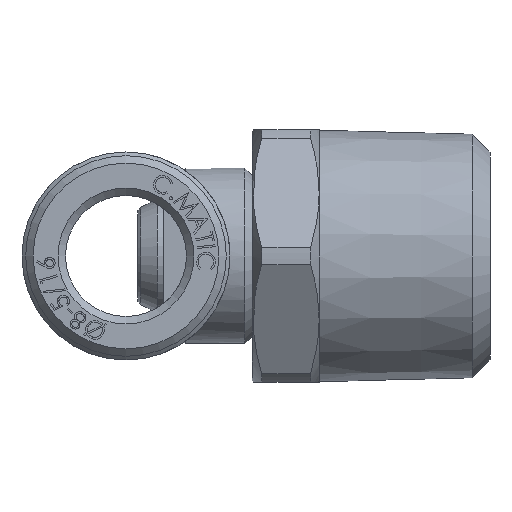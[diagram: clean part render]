
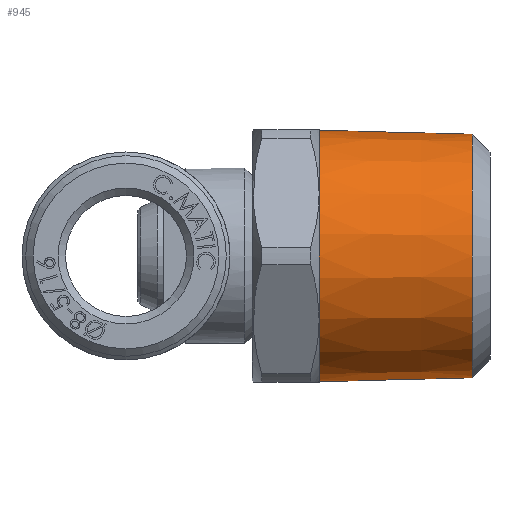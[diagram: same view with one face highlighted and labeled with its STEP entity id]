
A CAD part, left-side view. The second image highlights one B-rep face of the part: STEP entity #945.
In plain terms, the highlighted conical face has half-angle 1.47 degrees and reference radius 8.462 mm.
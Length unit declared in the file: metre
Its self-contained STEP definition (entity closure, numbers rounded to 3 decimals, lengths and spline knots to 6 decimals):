
#945 = ADVANCED_FACE( 'NONE', ( #2080, #2081 ), #2082, .T. );
#2080 = FACE_OUTER_BOUND( '', #6288, .T. );
#2081 = FACE_BOUND( '', #6289, .T. );
#2082 = CONICAL_SURFACE( '', #6290, 0.008462, 0.026 );
#6288 = EDGE_LOOP( '', ( #10200 ) );
#6289 = EDGE_LOOP( '', ( #10201 ) );
#6290 = AXIS2_PLACEMENT_3D( '', #10202, #10203, #10204 );
#10200 = ORIENTED_EDGE( '', *, *, #12300, .T. );
#10201 = ORIENTED_EDGE( '', *, *, #12331, .F. );
#10202 = CARTESIAN_POINT( '', ( 0., -0.013, 0. ) );
#10203 = DIRECTION( '', ( 0., 1., 0. ) );
#10204 = DIRECTION( '', ( 0., 0., 1. ) );
#12300 = EDGE_CURVE( 'NONE', #14309, #14309, #14310, .T. );
#12331 = EDGE_CURVE( 'NONE', #14346, #14346, #14347, .T. );
#14309 = VERTEX_POINT( '', #20893 );
#14310 = CIRCLE( '', #20894, 0.008462 );
#14346 = VERTEX_POINT( '', #21021 );
#14347 = CIRCLE( '', #21022, 0.008198 );
#20893 = CARTESIAN_POINT( '', ( 0., -0.013, -0.008462 ) );
#20894 = AXIS2_PLACEMENT_3D( '', #22335, #22336, #22337 );
#21021 = CARTESIAN_POINT( '', ( 0., -0.0233, -0.008198 ) );
#21022 = AXIS2_PLACEMENT_3D( '', #22351, #22352, #22353 );
#22335 = CARTESIAN_POINT( '', ( 0., -0.013, 0. ) );
#22336 = DIRECTION( '', ( 0., -1., 0. ) );
#22337 = DIRECTION( '', ( 0., 0., -1. ) );
#22351 = CARTESIAN_POINT( '', ( 0., -0.0233, 0. ) );
#22352 = DIRECTION( '', ( 0., -1., 0. ) );
#22353 = DIRECTION( '', ( 0., 0., -1. ) );
